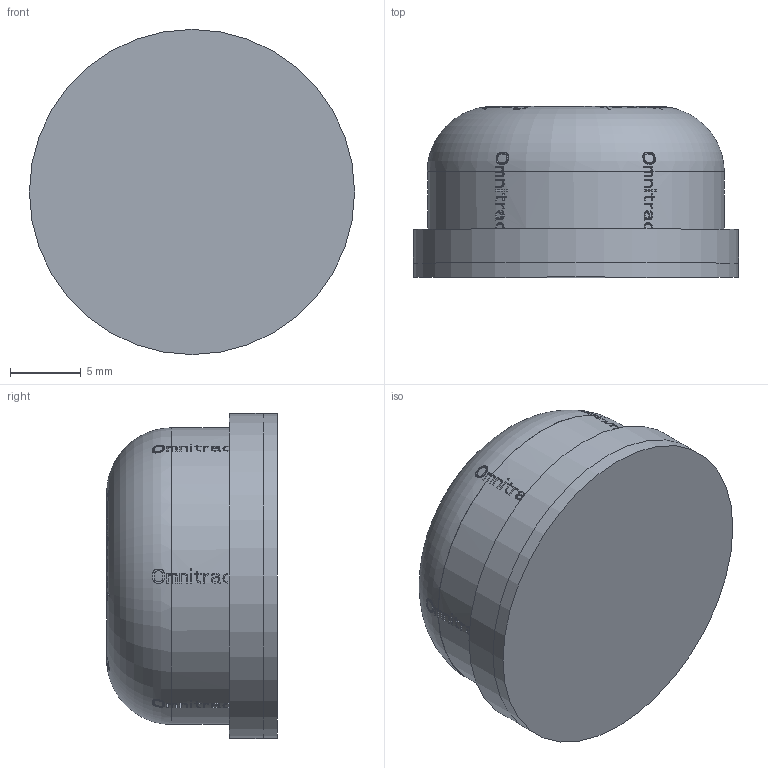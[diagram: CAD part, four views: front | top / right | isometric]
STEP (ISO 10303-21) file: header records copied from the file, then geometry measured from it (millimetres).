
FILE_DESCRIPTION(/* description */ (''),/* implementation_level */ '2;1');
FILE_NAME(/* name */ 'Transfer Bearing v5.step',/* time_stamp */ '2016-12-15T11:38:16-08:00',/* author */ (''),/* organization */ (''),/* preprocessor_version */ 'ST-DEVELOPER v16.5',/* originating_system */ 'Autodesk Translation Framework v5.2.0.2920',/* authorisation */ '');
FILE_SCHEMA (('AUTOMOTIVE_DESIGN { 1 0 10303 214 3 1 1 }'));
Products named in the file (6): Transfer Bearing v5; Transfer Bearing v2 v14; Omnitrack LF25 v3 v4 v1; LF25; Omnitrack LF25 v4 v3; LF25 (1)
Assembly tree (5 placements, depth 4):
  Transfer Bearing v5
    Transfer Bearing v2 v14
      Omnitrack LF25 v3 v4 v1
        LF25
      Omnitrack LF25 v4 v3
        LF25 (1)
Bounding box: 23 x 12.08 x 23 mm (x, y, z)
Volume: 2472.8 mm3; surface area: 3585.4 mm2
Topology: 3 solids, 4 shells, 2199 faces, 6436 edges, 4290 vertices
Faces by surface type: plane 2157, cylinder 21, torus 16, sphere 5
Full cylindrical faces by diameter (mm): 16.327 x2, 17.327 x1, 21 x1, 23 x2
Entity records: 73817 total; most frequent: CARTESIAN_POINT 15459, ORIENTED_EDGE 12786, DIRECTION 11385, EDGE_CURVE 6393, LINE 4501, VECTOR 4501, VERTEX_POINT 4269, AXIS2_PLACEMENT_3D 3442
